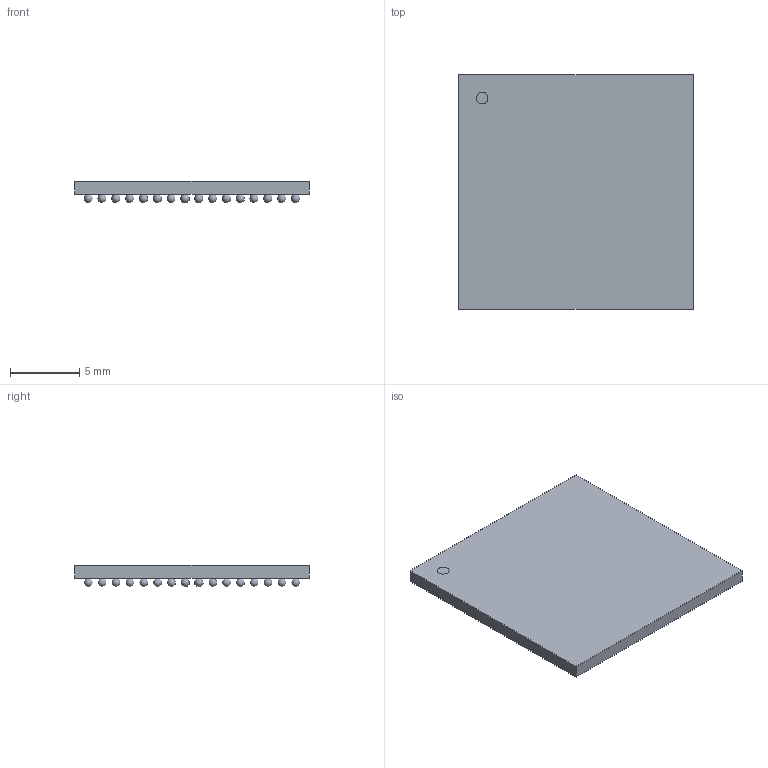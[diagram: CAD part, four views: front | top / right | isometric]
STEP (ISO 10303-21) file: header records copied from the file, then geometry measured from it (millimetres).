
FILE_DESCRIPTION(('STEP AP214'),'1');
FILE_NAME('FTFTG256_ARTIX-7__AMD','2024-08-20T07:06:28',(''),(''),'','','');
FILE_SCHEMA(('AUTOMOTIVE_DESIGN'));
Length unit declared in the file: millimetre
Products named in the file (1): product
Bounding box: 16.99 x 16.99 x 1.55 mm (x, y, z)
Volume: 301.8 mm3; surface area: 941.4 mm2
Topology: 258 solids, 258 shells, 265 faces, 783 edges, 522 vertices
Faces by surface type: sphere 256, plane 8, cylinder 1
Full cylindrical faces by diameter (mm): 0.85 x1
Entity records: 2677 total; most frequent: DIRECTION 550, CARTESIAN_POINT 279, AXIS2_PLACEMENT_3D 269, STYLED_ITEM 265, ADVANCED_FACE 265, MANIFOLD_SOLID_BREP 258, CLOSED_SHELL 258, SPHERICAL_SURFACE 256
